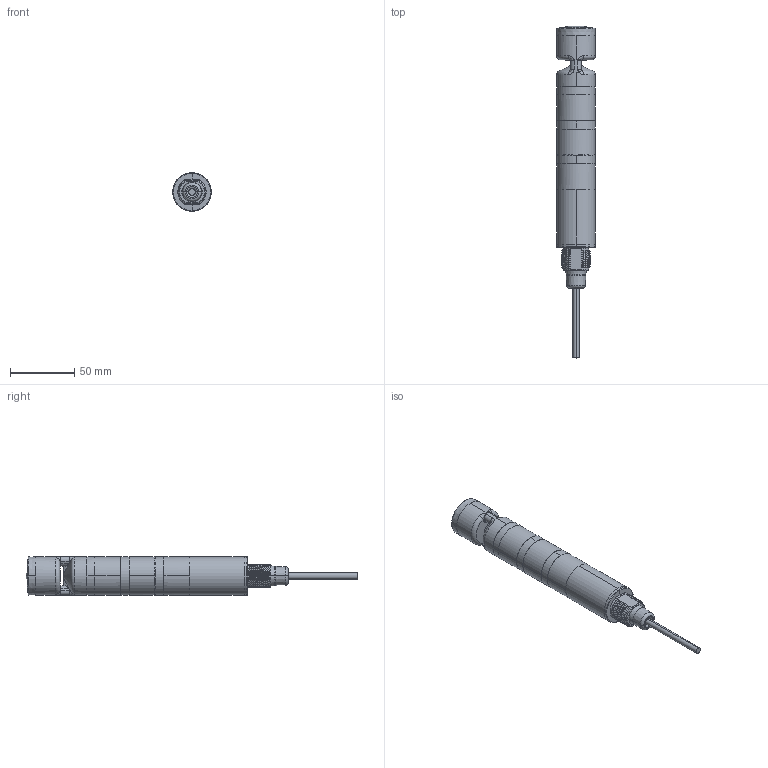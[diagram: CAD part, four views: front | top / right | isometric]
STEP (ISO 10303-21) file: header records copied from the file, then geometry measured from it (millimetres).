
FILE_DESCRIPTION((''),'2;1');
FILE_NAME('204597_ASM','2018-08-07T',('pdmadmin'),('BANNER ENGINEERING'),'CREO PARAMETRIC BY PTC INC, 2016260','CREO PARAMETRIC BY PTC INC, 2016260','');
FILE_SCHEMA(('CONFIG_CONTROL_DESIGN'));
Length unit declared in the file: millimetre
Products named in the file (15): 201226; 201223_OLD; 202000; 203806; CABLE_190; SOMMS_TL30_BASE_CABLE_ASM; 201229; 204322; 201228; 202220; SOMMS_AUDIBLE_BUZZER; 201227; SOMMS_AUDIBLE_TL30_TWISTLOCK_ASM; 202221; 204597_ASM
Assembly tree (17 placements, depth 3):
  204597_ASM
    201226
    201223_OLD
    SOMMS_TL30_BASE_CABLE_ASM
      202000
      203806
      CABLE_190
    201229
    204322
    SOMMS_AUDIBLE_TL30_TWISTLOCK_ASM
      201228
      202220
      SOMMS_AUDIBLE_BUZZER
      201227
    202221  x4
Bounding box: 30 x 258.86 x 30 mm (x, y, z)
Volume: 62923.6 mm3; surface area: 53047.3 mm2
Topology: 15 solids, 15 shells, 1933 faces, 4586 edges, 2687 vertices
Faces by surface type: bspline 702, plane 386, cylinder 329, cone 205, torus 195, sphere 116
Entity records: 95893 total; most frequent: CARTESIAN_POINT 61021, ORIENTED_EDGE 8036, DIRECTION 6200, EDGE_CURVE 4018, AXIS2_PLACEMENT_3D 2646, VERTEX_POINT 2336, EDGE_LOOP 1754, FACE_OUTER_BOUND 1717
